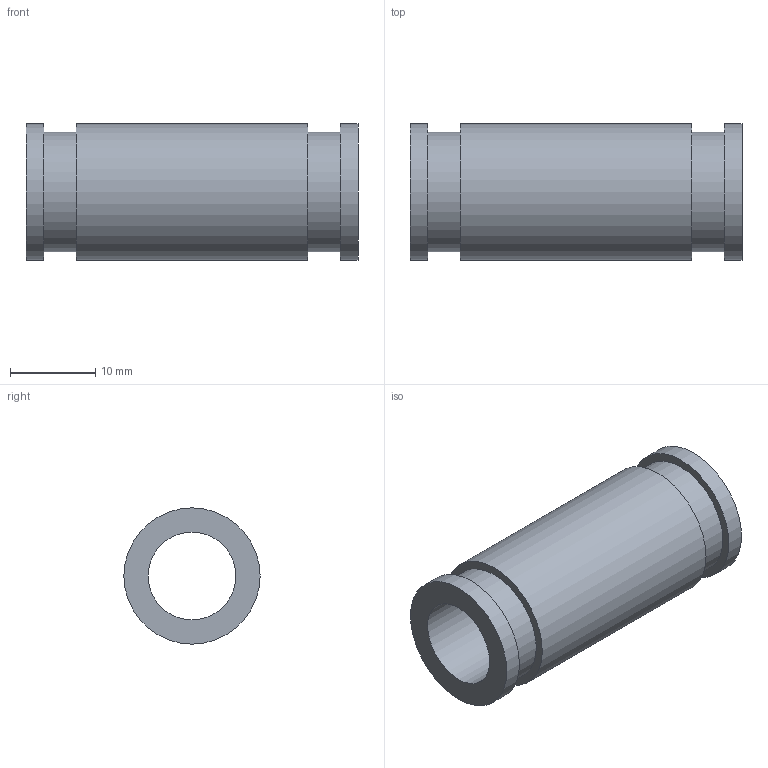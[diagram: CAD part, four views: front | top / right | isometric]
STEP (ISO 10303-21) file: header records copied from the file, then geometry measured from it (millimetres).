
FILE_DESCRIPTION(/* description */ (''),/* implementation_level */ '2;1');
FILE_NAME(/* name */ 'A746_-_PERNO_SCORRIMENTO_1_MIR.stp',/* time_stamp */ '2016-06-02T11:36:24+02:00',/* author */ (''),/* organization */ (''),/* preprocessor_version */ 'ST-DEVELOPER v16.5',/* originating_system */ 'Autodesk Translation Framework v5.0.0.3310',/* authorisation */ '');
FILE_SCHEMA (('AUTOMOTIVE_DESIGN { 1 0 10303 214 3 1 1 }'));
Length unit declared in the file: centimetre
Products named in the file (1): A746_-_PERNO_SCORRIMENTO_1_MIR
Bounding box: 39 x 16 x 16 mm (x, y, z)
Volume: 4233.7 mm3; surface area: 3598.6 mm2
Topology: 1 solids, 1 shells, 12 faces, 18 edges, 12 vertices
Faces by surface type: cylinder 6, plane 6
Full cylindrical faces by diameter (mm): 10.3 x1, 14 x2, 16 x3
Entity records: 272 total; most frequent: DIRECTION 50, CARTESIAN_POINT 37, AXIS2_PLACEMENT_3D 25, EDGE_LOOP 24, ORIENTED_EDGE 24, FACE_BOUND 12, FACE_OUTER_BOUND 12, CIRCLE 12
